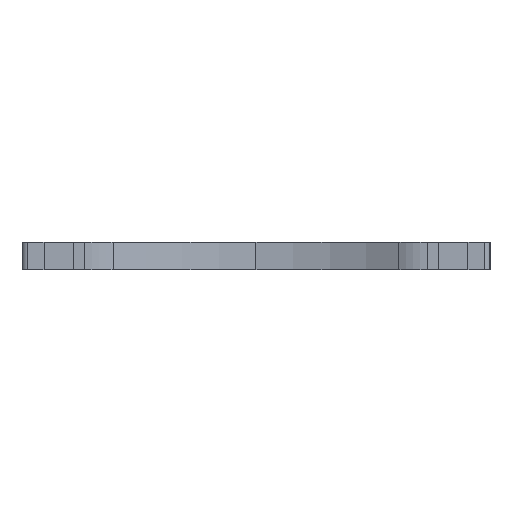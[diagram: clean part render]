
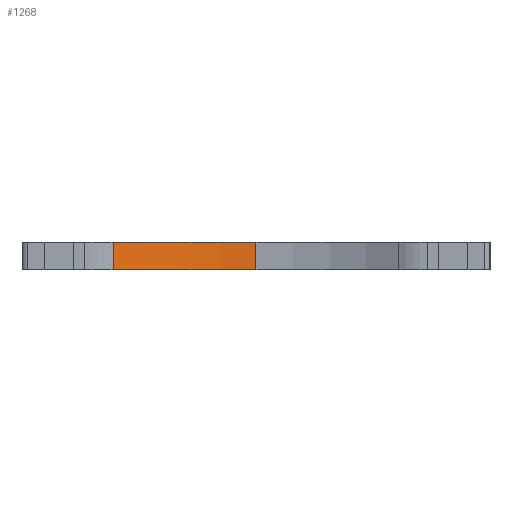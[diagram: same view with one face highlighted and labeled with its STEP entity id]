
A CAD part, left-side view. The second image highlights one B-rep face of the part: STEP entity #1268.
In plain terms, the highlighted cylindrical face has radius 50 mm (diameter 100 mm), a partial arc.
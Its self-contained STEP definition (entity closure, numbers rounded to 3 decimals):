
#17 = ORIENTED_EDGE ( 'NONE', *, *, #754, .T. ) ;
#40 = CARTESIAN_POINT ( 'NONE',  ( -76.289, 0., -2.5 ) ) ;
#81 = VERTEX_POINT ( 'NONE', #1023 ) ;
#86 = CIRCLE ( 'NONE', #218, 50. ) ;
#108 = VECTOR ( 'NONE', #1335, 1000. ) ;
#218 = AXIS2_PLACEMENT_3D ( 'NONE', #730, #425, #702 ) ;
#220 = VERTEX_POINT ( 'NONE', #265 ) ;
#236 = ORIENTED_EDGE ( 'NONE', *, *, #626, .T. ) ;
#252 = FACE_OUTER_BOUND ( 'NONE', #1232, .T. ) ;
#265 = CARTESIAN_POINT ( 'NONE',  ( -76.289, 0., 2.5 ) ) ;
#284 = DIRECTION ( 'NONE',  ( 0., 0., 1. ) ) ;
#425 = DIRECTION ( 'NONE',  ( 0., 0., 1. ) ) ;
#444 = VECTOR ( 'NONE', #615, 1000. ) ;
#450 = EDGE_CURVE ( 'NONE', #1710, #220, #745, .T. ) ;
#580 = AXIS2_PLACEMENT_3D ( 'NONE', #1545, #284, #1388 ) ;
#615 = DIRECTION ( 'NONE',  ( 0., 0., -1. ) ) ;
#626 = EDGE_CURVE ( 'NONE', #220, #653, #1139, .T. ) ;
#653 = VERTEX_POINT ( 'NONE', #1118 ) ;
#687 = DIRECTION ( 'NONE',  ( 1., 0., 0. ) ) ;
#702 = DIRECTION ( 'NONE',  ( 1., 0., 0. ) ) ;
#730 = CARTESIAN_POINT ( 'NONE',  ( -126.289, 0., -2.5 ) ) ;
#745 = LINE ( 'NONE', #1173, #108 ) ;
#754 = EDGE_CURVE ( 'NONE', #653, #81, #1020, .T. ) ;
#997 = ORIENTED_EDGE ( 'NONE', *, *, #450, .T. ) ;
#1020 = LINE ( 'NONE', #1327, #444 ) ;
#1023 = CARTESIAN_POINT ( 'NONE',  ( -83.548, 25.947, -2.5 ) ) ;
#1118 = CARTESIAN_POINT ( 'NONE',  ( -83.548, 25.947, 2.5 ) ) ;
#1139 = CIRCLE ( 'NONE', #580, 50. ) ;
#1173 = CARTESIAN_POINT ( 'NONE',  ( -76.289, 0., -2.5 ) ) ;
#1232 = EDGE_LOOP ( 'NONE', ( #1626, #997, #236, #17 ) ) ;
#1268 = ADVANCED_FACE ( 'NONE', ( #252 ), #1768, .F. ) ;
#1280 = EDGE_CURVE ( 'NONE', #1710, #81, #86, .T. ) ;
#1327 = CARTESIAN_POINT ( 'NONE',  ( -83.548, 25.947, -2.5 ) ) ;
#1335 = DIRECTION ( 'NONE',  ( 0., 0., 1. ) ) ;
#1388 = DIRECTION ( 'NONE',  ( 1., 0., 0. ) ) ;
#1545 = CARTESIAN_POINT ( 'NONE',  ( -126.289, 0., 2.5 ) ) ;
#1626 = ORIENTED_EDGE ( 'NONE', *, *, #1280, .F. ) ;
#1641 = CARTESIAN_POINT ( 'NONE',  ( -126.289, 0., -2.5 ) ) ;
#1648 = DIRECTION ( 'NONE',  ( 0., 0., 1. ) ) ;
#1710 = VERTEX_POINT ( 'NONE', #40 ) ;
#1719 = AXIS2_PLACEMENT_3D ( 'NONE', #1641, #1648, #687 ) ;
#1768 = CYLINDRICAL_SURFACE ( 'NONE', #1719, 50. ) ;
